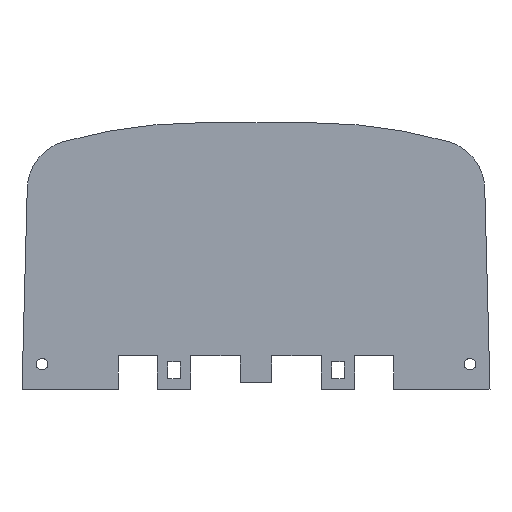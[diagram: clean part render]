
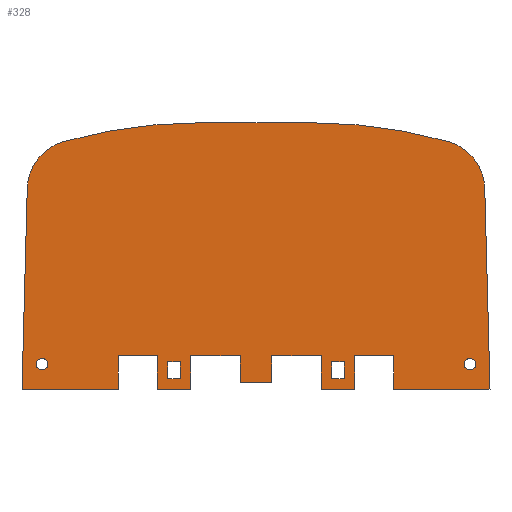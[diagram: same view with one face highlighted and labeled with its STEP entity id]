
A CAD part, top view. The second image highlights one B-rep face of the part: STEP entity #328.
In plain terms, the highlighted planar face has unit normal (0, 0, 1).
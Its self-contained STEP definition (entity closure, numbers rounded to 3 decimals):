
#295=FACE_BOUND('',#427,.T.);
#296=FACE_BOUND('',#428,.T.);
#297=FACE_BOUND('',#429,.T.);
#298=FACE_BOUND('',#430,.T.);
#299=FACE_BOUND('',#431,.T.);
#307=CIRCLE('',#1016,1.75);
#309=CIRCLE('',#1019,15.);
#310=CIRCLE('',#1020,150.);
#311=CIRCLE('',#1021,150.);
#312=CIRCLE('',#1022,15.);
#313=CIRCLE('',#1023,1.75);
#328=ADVANCED_FACE('',(#295,#296,#297,#298,#299),#363,.F.);
#363=PLANE('',#1024);
#427=EDGE_LOOP('',(#497,#498,#499,#500,#501,#502,#503,#504,#505,#506,#507,
#508,#509,#510,#511,#512,#513,#514,#515,#516,#517,#518,#519,#520));
#428=EDGE_LOOP('',(#521,#522,#523,#524));
#429=EDGE_LOOP('',(#525,#526,#527,#528));
#430=EDGE_LOOP('',(#529));
#431=EDGE_LOOP('',(#530));
#497=ORIENTED_EDGE('',*,*,#757,.T.);
#498=ORIENTED_EDGE('',*,*,#758,.T.);
#499=ORIENTED_EDGE('',*,*,#759,.T.);
#500=ORIENTED_EDGE('',*,*,#760,.T.);
#501=ORIENTED_EDGE('',*,*,#761,.T.);
#502=ORIENTED_EDGE('',*,*,#762,.T.);
#503=ORIENTED_EDGE('',*,*,#763,.T.);
#504=ORIENTED_EDGE('',*,*,#764,.T.);
#505=ORIENTED_EDGE('',*,*,#765,.T.);
#506=ORIENTED_EDGE('',*,*,#766,.T.);
#507=ORIENTED_EDGE('',*,*,#767,.T.);
#508=ORIENTED_EDGE('',*,*,#768,.T.);
#509=ORIENTED_EDGE('',*,*,#769,.T.);
#510=ORIENTED_EDGE('',*,*,#770,.T.);
#511=ORIENTED_EDGE('',*,*,#771,.T.);
#512=ORIENTED_EDGE('',*,*,#772,.T.);
#513=ORIENTED_EDGE('',*,*,#773,.T.);
#514=ORIENTED_EDGE('',*,*,#774,.T.);
#515=ORIENTED_EDGE('',*,*,#775,.T.);
#516=ORIENTED_EDGE('',*,*,#776,.T.);
#517=ORIENTED_EDGE('',*,*,#777,.T.);
#518=ORIENTED_EDGE('',*,*,#778,.T.);
#519=ORIENTED_EDGE('',*,*,#779,.T.);
#520=ORIENTED_EDGE('',*,*,#780,.T.);
#521=ORIENTED_EDGE('',*,*,#741,.F.);
#522=ORIENTED_EDGE('',*,*,#732,.F.);
#523=ORIENTED_EDGE('',*,*,#736,.F.);
#524=ORIENTED_EDGE('',*,*,#739,.F.);
#525=ORIENTED_EDGE('',*,*,#744,.F.);
#526=ORIENTED_EDGE('',*,*,#748,.F.);
#527=ORIENTED_EDGE('',*,*,#751,.F.);
#528=ORIENTED_EDGE('',*,*,#753,.F.);
#529=ORIENTED_EDGE('',*,*,#755,.T.);
#530=ORIENTED_EDGE('',*,*,#781,.T.);
#663=VERTEX_POINT('',#1244);
#665=VERTEX_POINT('',#1247);
#667=VERTEX_POINT('',#1253);
#669=VERTEX_POINT('',#1259);
#671=VERTEX_POINT('',#1268);
#673=VERTEX_POINT('',#1271);
#675=VERTEX_POINT('',#1277);
#677=VERTEX_POINT('',#1283);
#679=VERTEX_POINT('',#1292);
#681=VERTEX_POINT('',#1297);
#682=VERTEX_POINT('',#1298);
#683=VERTEX_POINT('',#1300);
#684=VERTEX_POINT('',#1302);
#685=VERTEX_POINT('',#1304);
#686=VERTEX_POINT('',#1306);
#687=VERTEX_POINT('',#1308);
#688=VERTEX_POINT('',#1310);
#689=VERTEX_POINT('',#1312);
#690=VERTEX_POINT('',#1314);
#691=VERTEX_POINT('',#1316);
#692=VERTEX_POINT('',#1318);
#693=VERTEX_POINT('',#1320);
#694=VERTEX_POINT('',#1322);
#695=VERTEX_POINT('',#1324);
#696=VERTEX_POINT('',#1326);
#697=VERTEX_POINT('',#1328);
#698=VERTEX_POINT('',#1330);
#699=VERTEX_POINT('',#1332);
#700=VERTEX_POINT('',#1334);
#701=VERTEX_POINT('',#1336);
#702=VERTEX_POINT('',#1338);
#703=VERTEX_POINT('',#1340);
#704=VERTEX_POINT('',#1342);
#705=VERTEX_POINT('',#1345);
#732=EDGE_CURVE('',#663,#665,#832,.T.);
#736=EDGE_CURVE('',#667,#663,#836,.T.);
#739=EDGE_CURVE('',#669,#667,#839,.T.);
#741=EDGE_CURVE('',#665,#669,#841,.T.);
#744=EDGE_CURVE('',#671,#673,#844,.T.);
#748=EDGE_CURVE('',#675,#671,#848,.T.);
#751=EDGE_CURVE('',#677,#675,#851,.T.);
#753=EDGE_CURVE('',#673,#677,#853,.T.);
#755=EDGE_CURVE('',#679,#679,#307,.T.);
#757=EDGE_CURVE('',#681,#682,#855,.T.);
#758=EDGE_CURVE('',#682,#683,#856,.T.);
#759=EDGE_CURVE('',#683,#684,#857,.T.);
#760=EDGE_CURVE('',#684,#685,#858,.T.);
#761=EDGE_CURVE('',#685,#686,#859,.T.);
#762=EDGE_CURVE('',#686,#687,#860,.T.);
#763=EDGE_CURVE('',#687,#688,#861,.T.);
#764=EDGE_CURVE('',#688,#689,#862,.T.);
#765=EDGE_CURVE('',#689,#690,#863,.T.);
#766=EDGE_CURVE('',#690,#691,#864,.T.);
#767=EDGE_CURVE('',#691,#692,#865,.T.);
#768=EDGE_CURVE('',#692,#693,#866,.T.);
#769=EDGE_CURVE('',#693,#694,#309,.T.);
#770=EDGE_CURVE('',#694,#695,#310,.T.);
#771=EDGE_CURVE('',#695,#696,#867,.T.);
#772=EDGE_CURVE('',#696,#697,#311,.T.);
#773=EDGE_CURVE('',#697,#698,#312,.T.);
#774=EDGE_CURVE('',#698,#699,#868,.T.);
#775=EDGE_CURVE('',#699,#700,#869,.T.);
#776=EDGE_CURVE('',#700,#701,#870,.T.);
#777=EDGE_CURVE('',#701,#702,#871,.T.);
#778=EDGE_CURVE('',#702,#703,#872,.T.);
#779=EDGE_CURVE('',#703,#704,#873,.T.);
#780=EDGE_CURVE('',#704,#681,#874,.T.);
#781=EDGE_CURVE('',#705,#705,#313,.T.);
#832=LINE('',#1246,#920);
#836=LINE('',#1255,#924);
#839=LINE('',#1261,#927);
#841=LINE('',#1264,#929);
#844=LINE('',#1270,#932);
#848=LINE('',#1279,#936);
#851=LINE('',#1285,#939);
#853=LINE('',#1288,#941);
#855=LINE('',#1296,#943);
#856=LINE('',#1299,#944);
#857=LINE('',#1301,#945);
#858=LINE('',#1303,#946);
#859=LINE('',#1305,#947);
#860=LINE('',#1307,#948);
#861=LINE('',#1309,#949);
#862=LINE('',#1311,#950);
#863=LINE('',#1313,#951);
#864=LINE('',#1315,#952);
#865=LINE('',#1317,#953);
#866=LINE('',#1319,#954);
#867=LINE('',#1325,#955);
#868=LINE('',#1331,#956);
#869=LINE('',#1333,#957);
#870=LINE('',#1335,#958);
#871=LINE('',#1337,#959);
#872=LINE('',#1339,#960);
#873=LINE('',#1341,#961);
#874=LINE('',#1343,#962);
#920=VECTOR('',#1059,1.);
#924=VECTOR('',#1065,1.);
#927=VECTOR('',#1070,1.);
#929=VECTOR('',#1074,1.);
#932=VECTOR('',#1079,1.);
#936=VECTOR('',#1085,1.);
#939=VECTOR('',#1090,1.);
#941=VECTOR('',#1094,1.);
#943=VECTOR('',#1104,1.);
#944=VECTOR('',#1105,1.);
#945=VECTOR('',#1106,1.);
#946=VECTOR('',#1107,1.);
#947=VECTOR('',#1108,1.);
#948=VECTOR('',#1109,1.);
#949=VECTOR('',#1110,1.);
#950=VECTOR('',#1111,1.);
#951=VECTOR('',#1112,1.);
#952=VECTOR('',#1113,1.);
#953=VECTOR('',#1114,1.);
#954=VECTOR('',#1115,1.);
#955=VECTOR('',#1120,1.);
#956=VECTOR('',#1125,1.);
#957=VECTOR('',#1126,1.);
#958=VECTOR('',#1127,1.);
#959=VECTOR('',#1128,1.);
#960=VECTOR('',#1129,1.);
#961=VECTOR('',#1130,1.);
#962=VECTOR('',#1131,1.);
#1016=AXIS2_PLACEMENT_3D('',#1291,#1098,#1099);
#1019=AXIS2_PLACEMENT_3D('',#1321,#1116,#1117);
#1020=AXIS2_PLACEMENT_3D('',#1323,#1118,#1119);
#1021=AXIS2_PLACEMENT_3D('',#1327,#1121,#1122);
#1022=AXIS2_PLACEMENT_3D('',#1329,#1123,#1124);
#1023=AXIS2_PLACEMENT_3D('',#1344,#1132,#1133);
#1024=AXIS2_PLACEMENT_3D('',#1346,#1134,#1135);
#1059=DIRECTION('',(1.,0.,0.));
#1065=DIRECTION('',(0.,-1.,0.));
#1070=DIRECTION('',(-1.,0.,0.));
#1074=DIRECTION('',(0.,1.,0.));
#1079=DIRECTION('',(0.,-1.,0.));
#1085=DIRECTION('',(-1.,0.,0.));
#1090=DIRECTION('',(0.,1.,0.));
#1094=DIRECTION('',(1.,0.,0.));
#1098=DIRECTION('',(0.,0.,-1.));
#1099=DIRECTION('',(0.,1.,0.));
#1104=DIRECTION('',(1.,0.,0.));
#1105=DIRECTION('',(0.,-1.,0.));
#1106=DIRECTION('',(1.,0.,0.));
#1107=DIRECTION('',(0.,1.,0.));
#1108=DIRECTION('',(1.,0.,0.));
#1109=DIRECTION('',(0.,-1.,0.));
#1110=DIRECTION('',(1.,0.,0.));
#1111=DIRECTION('',(0.,1.,0.));
#1112=DIRECTION('',(1.,0.,0.));
#1113=DIRECTION('',(0.,-1.,0.));
#1114=DIRECTION('',(1.,0.,0.));
#1115=DIRECTION('',(-0.026,1.,0.));
#1116=DIRECTION('',(0.,0.,1.));
#1117=DIRECTION('',(1.,0.026,0.));
#1118=DIRECTION('',(0.,0.,1.));
#1119=DIRECTION('',(0.271,0.963,0.));
#1120=DIRECTION('',(-1.,0.,0.));
#1121=DIRECTION('',(0.,0.,1.));
#1122=DIRECTION('',(0.,1.,0.));
#1123=DIRECTION('',(0.,0.,1.));
#1124=DIRECTION('',(-0.271,0.963,0.));
#1125=DIRECTION('',(-0.026,-1.,0.));
#1126=DIRECTION('',(1.,0.,0.));
#1127=DIRECTION('',(0.,1.,0.));
#1128=DIRECTION('',(1.,0.,0.));
#1129=DIRECTION('',(0.,-1.,0.));
#1130=DIRECTION('',(1.,0.,0.));
#1131=DIRECTION('',(0.,1.,0.));
#1132=DIRECTION('',(0.,0.,-1.));
#1133=DIRECTION('',(0.,1.,0.));
#1134=DIRECTION('',(0.,0.,-1.));
#1135=DIRECTION('',(0.,-1.,0.));
#1244=CARTESIAN_POINT('',(92.6,3.2,1.2));
#1246=CARTESIAN_POINT('',(93.1,3.2,1.2));
#1247=CARTESIAN_POINT('',(96.4,3.2,1.2));
#1253=CARTESIAN_POINT('',(92.6,8.2,1.2));
#1255=CARTESIAN_POINT('',(92.6,7.7,1.2));
#1259=CARTESIAN_POINT('',(96.4,8.2,1.2));
#1261=CARTESIAN_POINT('',(95.9,8.2,1.2));
#1264=CARTESIAN_POINT('',(96.4,3.7,1.2));
#1268=CARTESIAN_POINT('',(43.6,8.2,1.2));
#1270=CARTESIAN_POINT('',(43.6,7.7,1.2));
#1271=CARTESIAN_POINT('',(43.6,3.2,1.2));
#1277=CARTESIAN_POINT('',(47.4,8.2,1.2));
#1279=CARTESIAN_POINT('',(46.9,8.2,1.2));
#1283=CARTESIAN_POINT('',(47.4,3.2,1.2));
#1285=CARTESIAN_POINT('',(47.4,3.7,1.2));
#1288=CARTESIAN_POINT('',(44.1,3.2,1.2));
#1291=CARTESIAN_POINT('',(134.,7.5,1.2));
#1292=CARTESIAN_POINT('',(134.,9.25,1.2));
#1296=CARTESIAN_POINT('',(70.,10.,1.2));
#1297=CARTESIAN_POINT('',(50.5,10.,1.2));
#1298=CARTESIAN_POINT('',(65.25,10.,1.2));
#1299=CARTESIAN_POINT('',(65.25,10.,1.2));
#1300=CARTESIAN_POINT('',(65.25,2.,1.2));
#1301=CARTESIAN_POINT('',(66.25,2.,1.2));
#1302=CARTESIAN_POINT('',(74.75,2.,1.2));
#1303=CARTESIAN_POINT('',(74.75,3.,1.2));
#1304=CARTESIAN_POINT('',(74.75,10.,1.2));
#1305=CARTESIAN_POINT('',(74.75,10.,1.2));
#1306=CARTESIAN_POINT('',(89.5,10.,1.2));
#1307=CARTESIAN_POINT('',(89.5,10.5,1.2));
#1308=CARTESIAN_POINT('',(89.5,0.,1.2));
#1309=CARTESIAN_POINT('',(91.5,0.,1.2));
#1310=CARTESIAN_POINT('',(99.5,0.,1.2));
#1311=CARTESIAN_POINT('',(99.5,2.,1.2));
#1312=CARTESIAN_POINT('',(99.5,10.,1.2));
#1313=CARTESIAN_POINT('',(70.,10.,1.2));
#1314=CARTESIAN_POINT('',(111.25,10.,1.2));
#1315=CARTESIAN_POINT('',(111.25,9.5,1.2));
#1316=CARTESIAN_POINT('',(111.25,0.,1.2));
#1317=CARTESIAN_POINT('',(112.75,0.,1.2));
#1318=CARTESIAN_POINT('',(140.,0.,1.2));
#1319=CARTESIAN_POINT('',(139.94,2.28,1.2));
#1320=CARTESIAN_POINT('',(138.428,60.03,1.2));
#1321=CARTESIAN_POINT('',(123.433,59.638,1.2));
#1322=CARTESIAN_POINT('',(127.502,74.075,1.2));
#1323=CARTESIAN_POINT('',(86.811,-70.3,1.2));
#1324=CARTESIAN_POINT('',(86.811,79.7,1.2));
#1325=CARTESIAN_POINT('',(86.811,79.7,1.2));
#1326=CARTESIAN_POINT('',(53.189,79.7,1.2));
#1327=CARTESIAN_POINT('',(53.189,-70.3,1.2));
#1328=CARTESIAN_POINT('',(12.498,74.075,1.2));
#1329=CARTESIAN_POINT('',(16.567,59.638,1.2));
#1330=CARTESIAN_POINT('',(1.572,60.03,1.2));
#1331=CARTESIAN_POINT('',(1.572,60.03,1.2));
#1332=CARTESIAN_POINT('',(0.,0.,1.2));
#1333=CARTESIAN_POINT('',(2.281,0.,1.2));
#1334=CARTESIAN_POINT('',(28.75,0.,1.2));
#1335=CARTESIAN_POINT('',(28.75,1.5,1.2));
#1336=CARTESIAN_POINT('',(28.75,10.,1.2));
#1337=CARTESIAN_POINT('',(29.25,10.,1.2));
#1338=CARTESIAN_POINT('',(40.5,10.,1.2));
#1339=CARTESIAN_POINT('',(40.5,10.5,1.2));
#1340=CARTESIAN_POINT('',(40.5,0.,1.2));
#1341=CARTESIAN_POINT('',(42.5,0.,1.2));
#1342=CARTESIAN_POINT('',(50.5,0.,1.2));
#1343=CARTESIAN_POINT('',(50.5,2.,1.2));
#1344=CARTESIAN_POINT('',(6.,7.5,1.2));
#1345=CARTESIAN_POINT('',(6.,9.25,1.2));
#1346=CARTESIAN_POINT('',(70.,-7.7,1.2));
